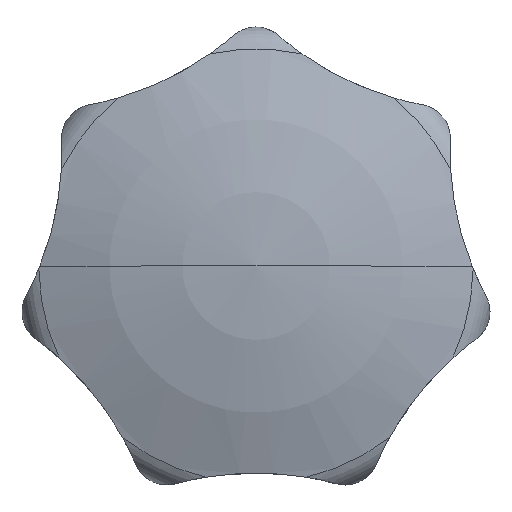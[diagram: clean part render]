
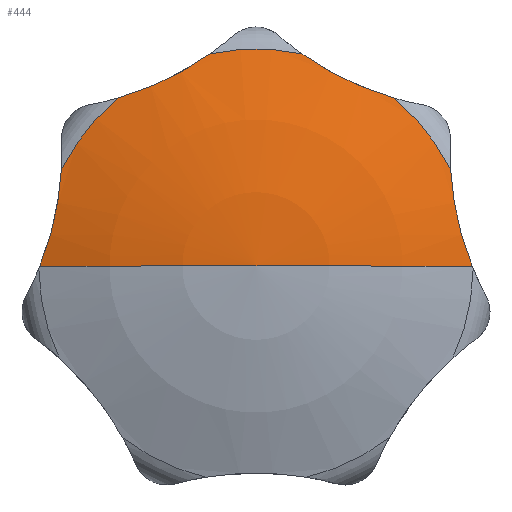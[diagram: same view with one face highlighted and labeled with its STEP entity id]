
A CAD part, top view. The second image highlights one B-rep face of the part: STEP entity #444.
In plain terms, the highlighted spherical face has radius 80 mm.
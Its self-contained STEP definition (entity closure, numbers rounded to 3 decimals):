
#284=EDGE_CURVE('',#386,#564,#795,.T.);
#288=EDGE_CURVE('',#392,#608,#799,.T.);
#294=EDGE_CURVE('',#446,#476,#806,.T.);
#386=VERTEX_POINT('',#911);
#392=VERTEX_POINT('',#917);
#444=ADVANCED_FACE('',(#978),#979,.T.);
#446=VERTEX_POINT('',#981);
#476=VERTEX_POINT('',#1012);
#524=VERTEX_POINT('',#1063);
#564=VERTEX_POINT('',#1106);
#574=VERTEX_POINT('',#1118);
#580=EDGE_CURVE('',#564,#574,#1124,.T.);
#608=VERTEX_POINT('',#1154);
#672=EDGE_CURVE('',#574,#392,#1223,.T.);
#674=EDGE_CURVE('',#608,#524,#1225,.T.);
#708=VERTEX_POINT('',#1260);
#710=EDGE_CURVE('',#708,#446,#1262,.T.);
#712=EDGE_CURVE('',#476,#386,#1264,.T.);
#732=EDGE_CURVE('',#524,#708,#1285,.T.);
#795=B_SPLINE_CURVE_WITH_KNOTS('',3,(#1343,#1344,#1345,#1346,#1347,#1348,#1349,#1350,#1351,#1352,#1353,#1354,#1355,#1356),.UNSPECIFIED.,.F.,.F.,(4,2,2,2,2,2,4),(58.104,58.509,61.589,64.669,67.75,70.83,71.234),.UNSPECIFIED.);
#799=B_SPLINE_CURVE_WITH_KNOTS('',3,(#1369,#1370,#1371,#1372,#1373,#1374,#1375,#1376,#1377,#1378,#1379,#1380,#1381,#1382),.UNSPECIFIED.,.F.,.F.,(4,2,2,2,2,2,4),(58.104,58.509,61.589,64.669,67.75,70.83,71.234),.UNSPECIFIED.);
#806=B_SPLINE_CURVE_WITH_KNOTS('',3,(#1390,#1391,#1392,#1393,#1394,#1395,#1396,#1397,#1398,#1399,#1400,#1401,#1402,#1403),.UNSPECIFIED.,.F.,.F.,(4,2,2,2,2,2,4),(58.104,58.509,61.589,64.669,67.75,70.83,71.234),.UNSPECIFIED.);
#911=CARTESIAN_POINT('',(-25.634,12.703,34.71));
#917=CARTESIAN_POINT('',(28.475,0.,34.761));
#978=FACE_OUTER_BOUND('',#1691,.T.);
#979=SPHERICAL_SURFACE('',#1692,80.);
#981=CARTESIAN_POINT('',(-6.051,27.962,34.71));
#1012=CARTESIAN_POINT('',(-18.089,22.165,34.71));
#1063=CARTESIAN_POINT('',(18.089,22.165,34.71));
#1106=CARTESIAN_POINT('',(-28.475,0.,34.761));
#1118=CARTESIAN_POINT('',(0.,0.,40.));
#1124=CIRCLE('',#2081,80.);
#1154=CARTESIAN_POINT('',(25.634,12.703,34.71));
#1223=CIRCLE('',#2332,80.);
#1225=CIRCLE('',#2335,28.609);
#1260=CARTESIAN_POINT('',(6.051,27.962,34.71));
#1262=CIRCLE('',#2401,28.609);
#1264=CIRCLE('',#2404,28.609);
#1285=B_SPLINE_CURVE_WITH_KNOTS('',3,(#2454,#2455,#2456,#2457,#2458,#2459,#2460,#2461,#2462,#2463,#2464,#2465,#2466,#2467),.UNSPECIFIED.,.F.,.F.,(4,2,2,2,2,2,4),(58.104,58.509,61.589,64.669,67.75,70.83,71.234),.UNSPECIFIED.);
#1343=CARTESIAN_POINT('',(-25.634,12.703,34.71));
#1344=CARTESIAN_POINT('',(-25.642,12.564,34.73));
#1345=CARTESIAN_POINT('',(-25.651,12.425,34.751));
#1346=CARTESIAN_POINT('',(-25.731,11.226,34.92));
#1347=CARTESIAN_POINT('',(-25.845,10.171,35.031));
#1348=CARTESIAN_POINT('',(-26.151,8.091,35.178));
#1349=CARTESIAN_POINT('',(-26.345,7.066,35.214));
#1350=CARTESIAN_POINT('',(-26.802,5.064,35.214));
#1351=CARTESIAN_POINT('',(-27.072,4.057,35.178));
#1352=CARTESIAN_POINT('',(-27.698,2.05,35.031));
#1353=CARTESIAN_POINT('',(-28.054,1.05,34.92));
#1354=CARTESIAN_POINT('',(-28.501,-0.065,34.751));
#1355=CARTESIAN_POINT('',(-28.554,-0.194,34.73));
#1356=CARTESIAN_POINT('',(-28.607,-0.323,34.71));
#1369=CARTESIAN_POINT('',(28.607,-0.323,34.71));
#1370=CARTESIAN_POINT('',(28.554,-0.194,34.73));
#1371=CARTESIAN_POINT('',(28.501,-0.065,34.751));
#1372=CARTESIAN_POINT('',(28.054,1.05,34.92));
#1373=CARTESIAN_POINT('',(27.698,2.05,35.031));
#1374=CARTESIAN_POINT('',(27.072,4.057,35.178));
#1375=CARTESIAN_POINT('',(26.802,5.064,35.214));
#1376=CARTESIAN_POINT('',(26.345,7.066,35.214));
#1377=CARTESIAN_POINT('',(26.151,8.091,35.178));
#1378=CARTESIAN_POINT('',(25.845,10.171,35.031));
#1379=CARTESIAN_POINT('',(25.731,11.226,34.92));
#1380=CARTESIAN_POINT('',(25.651,12.425,34.751));
#1381=CARTESIAN_POINT('',(25.642,12.564,34.73));
#1382=CARTESIAN_POINT('',(25.634,12.703,34.71));
#1390=CARTESIAN_POINT('',(-6.051,27.962,34.71));
#1391=CARTESIAN_POINT('',(-6.165,27.881,34.73));
#1392=CARTESIAN_POINT('',(-6.279,27.801,34.751));
#1393=CARTESIAN_POINT('',(-7.267,27.117,34.92));
#1394=CARTESIAN_POINT('',(-8.162,26.548,35.031));
#1395=CARTESIAN_POINT('',(-9.979,25.491,35.178));
#1396=CARTESIAN_POINT('',(-10.901,25.003,35.214));
#1397=CARTESIAN_POINT('',(-12.751,24.112,35.214));
#1398=CARTESIAN_POINT('',(-13.708,23.695,35.178));
#1399=CARTESIAN_POINT('',(-15.667,22.934,35.031));
#1400=CARTESIAN_POINT('',(-16.67,22.588,34.92));
#1401=CARTESIAN_POINT('',(-17.821,22.243,34.751));
#1402=CARTESIAN_POINT('',(-17.955,22.203,34.73));
#1403=CARTESIAN_POINT('',(-18.089,22.165,34.71));
#1691=EDGE_LOOP('',(#2801,#2802,#2803,#2804,#2805,#2806,#2807,#2808,#2809));
#1692=AXIS2_PLACEMENT_3D('',#2810,#2811,#2812);
#2081=AXIS2_PLACEMENT_3D('',#2927,#2928,#2929);
#2332=AXIS2_PLACEMENT_3D('',#3023,#3024,#3025);
#2335=AXIS2_PLACEMENT_3D('',#3026,#3027,#3028);
#2401=AXIS2_PLACEMENT_3D('',#3050,#3051,#3052);
#2404=AXIS2_PLACEMENT_3D('',#3053,#3054,#3055);
#2454=CARTESIAN_POINT('',(18.089,22.165,34.71));
#2455=CARTESIAN_POINT('',(17.955,22.203,34.73));
#2456=CARTESIAN_POINT('',(17.821,22.243,34.751));
#2457=CARTESIAN_POINT('',(16.67,22.588,34.92));
#2458=CARTESIAN_POINT('',(15.667,22.934,35.031));
#2459=CARTESIAN_POINT('',(13.708,23.695,35.178));
#2460=CARTESIAN_POINT('',(12.751,24.112,35.214));
#2461=CARTESIAN_POINT('',(10.901,25.003,35.214));
#2462=CARTESIAN_POINT('',(9.979,25.491,35.178));
#2463=CARTESIAN_POINT('',(8.162,26.548,35.031));
#2464=CARTESIAN_POINT('',(7.267,27.117,34.92));
#2465=CARTESIAN_POINT('',(6.279,27.801,34.751));
#2466=CARTESIAN_POINT('',(6.165,27.881,34.73));
#2467=CARTESIAN_POINT('',(6.051,27.962,34.71));
#2801=ORIENTED_EDGE('',*,*,#580,.T.);
#2802=ORIENTED_EDGE('',*,*,#672,.T.);
#2803=ORIENTED_EDGE('',*,*,#288,.T.);
#2804=ORIENTED_EDGE('',*,*,#674,.T.);
#2805=ORIENTED_EDGE('',*,*,#732,.T.);
#2806=ORIENTED_EDGE('',*,*,#710,.T.);
#2807=ORIENTED_EDGE('',*,*,#294,.T.);
#2808=ORIENTED_EDGE('',*,*,#712,.T.);
#2809=ORIENTED_EDGE('',*,*,#284,.T.);
#2810=CARTESIAN_POINT('',(0.,0.,-40.));
#2811=DIRECTION('',(0.,0.,1.0));
#2812=DIRECTION('',(-1.0,0.,0.0));
#2927=CARTESIAN_POINT('',(0.,0.,-40.));
#2928=DIRECTION('',(0.,1.0,0.));
#2929=DIRECTION('',(0.0,0.,-1.0));
#3023=CARTESIAN_POINT('',(0.,0.,-40.));
#3024=DIRECTION('',(0.,1.0,0.));
#3025=DIRECTION('',(0.0,0.,-1.0));
#3026=CARTESIAN_POINT('',(0.,0.,34.71));
#3027=DIRECTION('',(0.,0.,1.0));
#3028=DIRECTION('',(1.0,0.,0.));
#3050=CARTESIAN_POINT('',(0.,0.,34.71));
#3051=DIRECTION('',(0.,0.,1.0));
#3052=DIRECTION('',(1.0,0.,0.));
#3053=CARTESIAN_POINT('',(0.,0.,34.71));
#3054=DIRECTION('',(0.,0.,1.0));
#3055=DIRECTION('',(1.0,0.,0.));
